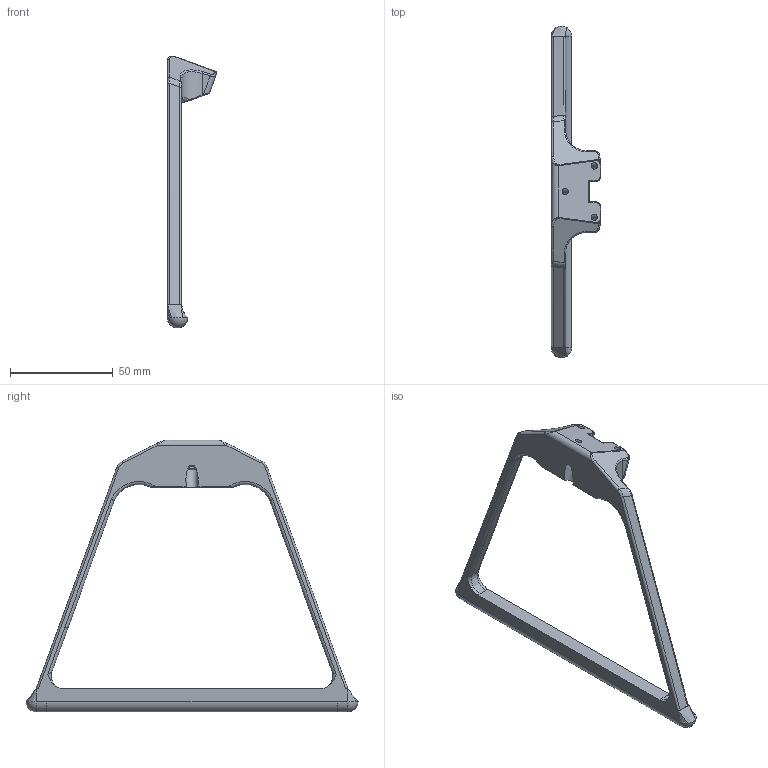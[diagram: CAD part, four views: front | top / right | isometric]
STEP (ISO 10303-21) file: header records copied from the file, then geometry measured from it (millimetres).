
FILE_DESCRIPTION(/* description */ (''),/* implementation_level */ '2;1');
FILE_NAME(/* name */ 'Leg1 v41.step',/* time_stamp */ '2025-07-31T19:24:50-07:00',/* author */ (''),/* organization */ (''),/* preprocessor_version */ 'ST-DEVELOPER v20.1',/* originating_system */ 'Autodesk Translation Framework v14.10.0.0',/* authorisation */ '');
FILE_SCHEMA (('AUTOMOTIVE_DESIGN { 1 0 10303 214 3 1 1 }'));
Length unit declared in the file: millimetre
Products named in the file (1): Leg1
Bounding box: 24.12 x 161.85 x 132.57 mm (x, y, z)
Volume: 39050.5 mm3; surface area: 15573.5 mm2
Topology: 1 solids, 1 shells, 151 faces, 371 edges, 214 vertices
Faces by surface type: cylinder 62, bspline 56, plane 25, torus 6, sphere 2
Full cylindrical faces by diameter (mm): 3.1 x3
Entity records: 7012 total; most frequent: CARTESIAN_POINT 3652, ORIENTED_EDGE 724, DIRECTION 644, EDGE_CURVE 362, AXIS2_PLACEMENT_3D 256, VERTEX_POINT 214, EDGE_LOOP 160, FACE_OUTER_BOUND 151
